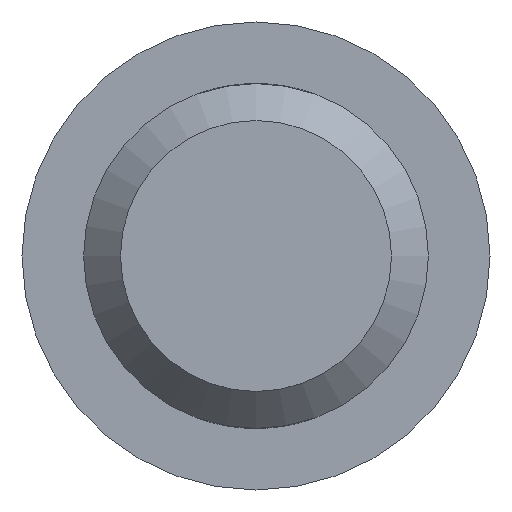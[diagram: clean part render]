
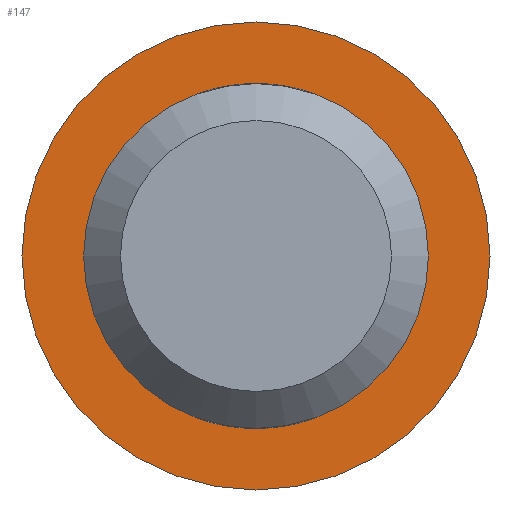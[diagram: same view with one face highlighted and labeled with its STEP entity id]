
A CAD part, left-side view. The second image highlights one B-rep face of the part: STEP entity #147.
In plain terms, the highlighted planar face has unit normal (-1, 0, 0).
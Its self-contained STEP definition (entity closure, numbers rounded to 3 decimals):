
#1 = ORIENTED_EDGE ( 'NONE', *, *, #50, .F. ) ;
#4 = CARTESIAN_POINT ( 'NONE',  ( 40., 0., 9.5 ) ) ;
#5 = PLANE ( 'NONE',  #64 ) ;
#7 = VERTEX_POINT ( 'NONE', #223 ) ;
#29 = FACE_BOUND ( 'NONE', #320, .T. ) ;
#48 = CARTESIAN_POINT ( 'NONE',  ( 40., 0., 0. ) ) ;
#50 = EDGE_CURVE ( 'NONE', #7, #7, #252, .T. ) ;
#51 = CIRCLE ( 'NONE', #232, 9.5 ) ;
#64 = AXIS2_PLACEMENT_3D ( 'NONE', #99, #271, #249 ) ;
#74 = FACE_OUTER_BOUND ( 'NONE', #122, .T. ) ;
#99 = CARTESIAN_POINT ( 'NONE',  ( 40., 9.5, 0. ) ) ;
#113 = AXIS2_PLACEMENT_3D ( 'NONE', #303, #151, #150 ) ;
#122 = EDGE_LOOP ( 'NONE', ( #292 ) ) ;
#125 = DIRECTION ( 'NONE',  ( -1., 0., 0. ) ) ;
#147 = ADVANCED_FACE ( 'NONE', ( #29, #74 ), #5, .F. ) ;
#150 = DIRECTION ( 'NONE',  ( 0., 0., 1. ) ) ;
#151 = DIRECTION ( 'NONE',  ( -1., 0., 0. ) ) ;
#191 = EDGE_CURVE ( 'NONE', #197, #197, #51, .T. ) ;
#197 = VERTEX_POINT ( 'NONE', #4 ) ;
#223 = CARTESIAN_POINT ( 'NONE',  ( 40., 0., 7. ) ) ;
#232 = AXIS2_PLACEMENT_3D ( 'NONE', #48, #125, #243 ) ;
#243 = DIRECTION ( 'NONE',  ( 0., 0., 1. ) ) ;
#249 = DIRECTION ( 'NONE',  ( 0., 0., -1. ) ) ;
#252 = CIRCLE ( 'NONE', #113, 7. ) ;
#271 = DIRECTION ( 'NONE',  ( 1., 0., 0. ) ) ;
#292 = ORIENTED_EDGE ( 'NONE', *, *, #191, .T. ) ;
#303 = CARTESIAN_POINT ( 'NONE',  ( 40., 0., 0. ) ) ;
#320 = EDGE_LOOP ( 'NONE', ( #1 ) ) ;
